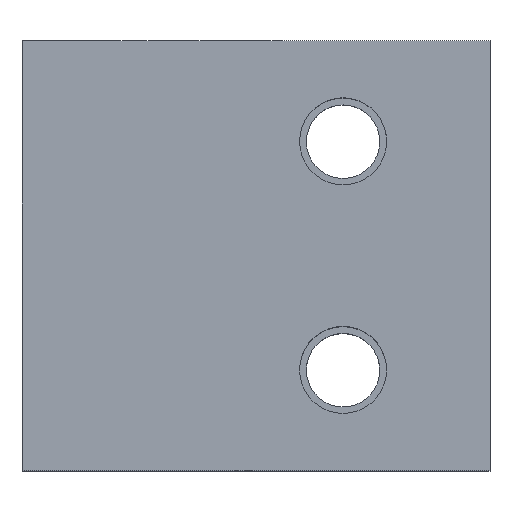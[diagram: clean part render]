
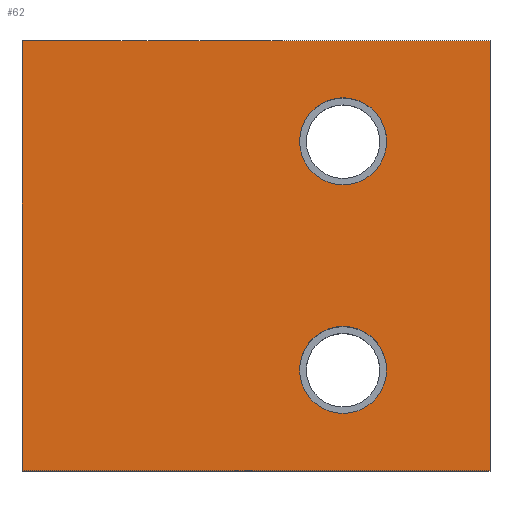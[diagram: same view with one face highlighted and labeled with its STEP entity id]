
A CAD part, top view. The second image highlights one B-rep face of the part: STEP entity #62.
In plain terms, the highlighted planar face has unit normal (0, 0, 1).
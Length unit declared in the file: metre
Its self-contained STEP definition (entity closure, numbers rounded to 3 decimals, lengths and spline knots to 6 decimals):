
#62 = ADVANCED_FACE( '', ( #138, #139, #140 ), #141, .T. );
#138 = FACE_BOUND( '', #234, .T. );
#139 = FACE_OUTER_BOUND( '', #235, .T. );
#140 = FACE_BOUND( '', #236, .T. );
#141 = PLANE( '', #237 );
#234 = EDGE_LOOP( '', ( #360 ) );
#235 = EDGE_LOOP( '', ( #361, #362, #363, #364 ) );
#236 = EDGE_LOOP( '', ( #365 ) );
#237 = AXIS2_PLACEMENT_3D( '', #366, #367, #368 );
#360 = ORIENTED_EDGE( '', *, *, #524, .T. );
#361 = ORIENTED_EDGE( '', *, *, #492, .F. );
#362 = ORIENTED_EDGE( '', *, *, #519, .F. );
#363 = ORIENTED_EDGE( '', *, *, #525, .T. );
#364 = ORIENTED_EDGE( '', *, *, #526, .T. );
#365 = ORIENTED_EDGE( '', *, *, #527, .T. );
#366 = CARTESIAN_POINT( '', ( -0.043, -0.0395, 0.04 ) );
#367 = DIRECTION( '', ( 0., 0., 1. ) );
#368 = DIRECTION( '', ( 1., 0., 0. ) );
#492 = EDGE_CURVE( '', #565, #567, #568, .T. );
#519 = EDGE_CURVE( '', #610, #565, #612, .T. );
#524 = EDGE_CURVE( '', #619, #619, #620, .T. );
#525 = EDGE_CURVE( '', #610, #621, #622, .T. );
#526 = EDGE_CURVE( '', #621, #567, #623, .T. );
#527 = EDGE_CURVE( '', #624, #624, #625, .T. );
#565 = VERTEX_POINT( '', #673 );
#567 = VERTEX_POINT( '', #676 );
#568 = LINE( '', #677, #678 );
#610 = VERTEX_POINT( '', #786 );
#612 = LINE( '', #789, #790 );
#619 = VERTEX_POINT( '', #797 );
#620 = CIRCLE( '', #798, 0.008 );
#621 = VERTEX_POINT( '', #799 );
#622 = LINE( '', #800, #801 );
#623 = LINE( '', #802, #803 );
#624 = VERTEX_POINT( '', #804 );
#625 = CIRCLE( '', #805, 0.008 );
#673 = CARTESIAN_POINT( '', ( -0.043, 0.0395, 0.04 ) );
#676 = CARTESIAN_POINT( '', ( 0.043, 0.0395, 0.04 ) );
#677 = CARTESIAN_POINT( '', ( -0.043, 0.0395, 0.04 ) );
#678 = VECTOR( '', #858, 1. );
#786 = CARTESIAN_POINT( '', ( -0.043, -0.0395, 0.04 ) );
#789 = CARTESIAN_POINT( '', ( -0.043, -0.0395, 0.04 ) );
#790 = VECTOR( '', #891, 1. );
#797 = CARTESIAN_POINT( '', ( 0.024, 0.021, 0.04 ) );
#798 = AXIS2_PLACEMENT_3D( '', #898, #899, #900 );
#799 = CARTESIAN_POINT( '', ( 0.043, -0.0395, 0.04 ) );
#800 = CARTESIAN_POINT( '', ( -0.043, -0.0395, 0.04 ) );
#801 = VECTOR( '', #901, 1. );
#802 = CARTESIAN_POINT( '', ( 0.043, -0.0395, 0.04 ) );
#803 = VECTOR( '', #902, 1. );
#804 = CARTESIAN_POINT( '', ( 0.024, -0.021, 0.04 ) );
#805 = AXIS2_PLACEMENT_3D( '', #903, #904, #905 );
#858 = DIRECTION( '', ( 1., 0., 0. ) );
#891 = DIRECTION( '', ( 0., 1., 0. ) );
#898 = CARTESIAN_POINT( '', ( 0.016, 0.021, 0.04 ) );
#899 = DIRECTION( '', ( 0., 0., -1. ) );
#900 = DIRECTION( '', ( 1., 0., 0. ) );
#901 = DIRECTION( '', ( 1., 0., 0. ) );
#902 = DIRECTION( '', ( 0., 1., 0. ) );
#903 = CARTESIAN_POINT( '', ( 0.016, -0.021, 0.04 ) );
#904 = DIRECTION( '', ( 0., 0., -1. ) );
#905 = DIRECTION( '', ( 1., 0., 0. ) );
